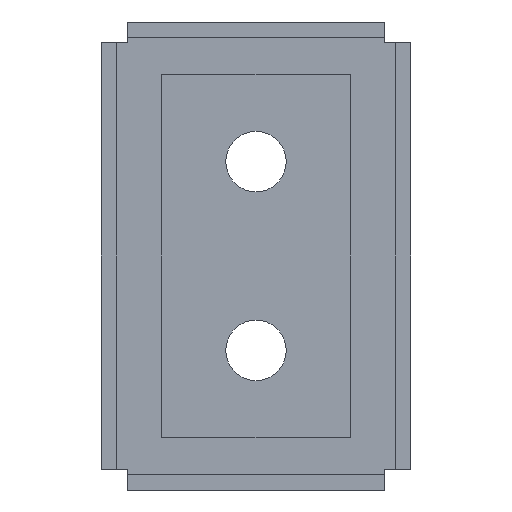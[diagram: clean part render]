
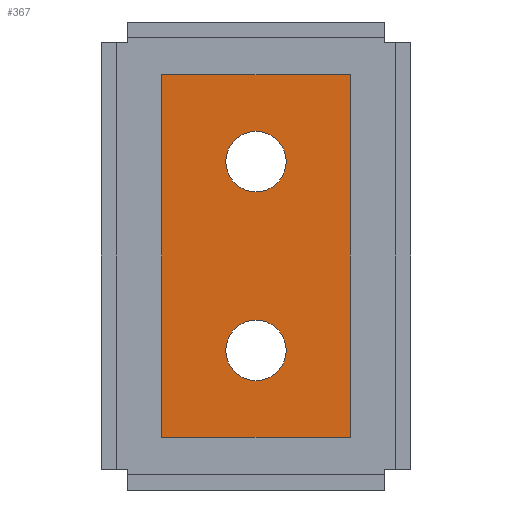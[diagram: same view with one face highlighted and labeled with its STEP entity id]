
A CAD part, front view. The second image highlights one B-rep face of the part: STEP entity #367.
In plain terms, the highlighted planar face has unit normal (0, -1, 0).
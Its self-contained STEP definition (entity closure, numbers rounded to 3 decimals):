
#13 = ORIENTED_EDGE ( 'NONE', *, *, #1468, .F. ) ;
#17 = CARTESIAN_POINT ( 'NONE',  ( 0., -5., -12.5 ) ) ;
#18 = FACE_BOUND ( 'NONE', #324, .T. ) ;
#43 = ORIENTED_EDGE ( 'NONE', *, *, #930, .F. ) ;
#49 = EDGE_CURVE ( 'NONE', #168, #1270, #864, .T. ) ;
#54 = DIRECTION ( 'NONE',  ( 1., 0., 0. ) ) ;
#93 = DIRECTION ( 'NONE',  ( -1., 0., 0. ) ) ;
#95 = CARTESIAN_POINT ( 'NONE',  ( 0., -5., 12.5 ) ) ;
#103 = ORIENTED_EDGE ( 'NONE', *, *, #49, .F. ) ;
#109 = VECTOR ( 'NONE', #682, 1000. ) ;
#168 = VERTEX_POINT ( 'NONE', #821 ) ;
#174 = VECTOR ( 'NONE', #306, 1000. ) ;
#200 = VERTEX_POINT ( 'NONE', #1352 ) ;
#202 = DIRECTION ( 'NONE',  ( 0., 0., -1. ) ) ;
#203 = CARTESIAN_POINT ( 'NONE',  ( 12.5, -5., -24. ) ) ;
#215 = VERTEX_POINT ( 'NONE', #1045 ) ;
#220 = CARTESIAN_POINT ( 'NONE',  ( 12.5, -5., 24. ) ) ;
#238 = DIRECTION ( 'NONE',  ( 0., -1., 0. ) ) ;
#242 = VECTOR ( 'NONE', #54, 1000. ) ;
#246 = FACE_BOUND ( 'NONE', #491, .T. ) ;
#249 = ORIENTED_EDGE ( 'NONE', *, *, #745, .T. ) ;
#252 = ORIENTED_EDGE ( 'NONE', *, *, #969, .F. ) ;
#297 = AXIS2_PLACEMENT_3D ( 'NONE', #95, #957, #809 ) ;
#306 = DIRECTION ( 'NONE',  ( 0., 0., -1. ) ) ;
#324 = EDGE_LOOP ( 'NONE', ( #103, #1413 ) ) ;
#353 = VERTEX_POINT ( 'NONE', #1133 ) ;
#354 = CARTESIAN_POINT ( 'NONE',  ( 12.5, -5., 24. ) ) ;
#355 = LINE ( 'NONE', #203, #242 ) ;
#367 = ADVANCED_FACE ( 'NONE', ( #18, #246, #1225 ), #948, .F. ) ;
#453 = CARTESIAN_POINT ( 'NONE',  ( -12.5, -5., 24. ) ) ;
#456 = EDGE_CURVE ( 'NONE', #1270, #168, #1090, .T. ) ;
#472 = EDGE_CURVE ( 'NONE', #215, #200, #355, .T. ) ;
#485 = CARTESIAN_POINT ( 'NONE',  ( -4., -5., -12.5 ) ) ;
#491 = EDGE_LOOP ( 'NONE', ( #252, #13 ) ) ;
#496 = DIRECTION ( 'NONE',  ( -1., 0., 0. ) ) ;
#512 = LINE ( 'NONE', #354, #1293 ) ;
#539 = CIRCLE ( 'NONE', #1245, 4. ) ;
#611 = LINE ( 'NONE', #453, #174 ) ;
#648 = DIRECTION ( 'NONE',  ( 0., -1., 0. ) ) ;
#654 = VERTEX_POINT ( 'NONE', #220 ) ;
#682 = DIRECTION ( 'NONE',  ( 1., 0., 0. ) ) ;
#694 = CARTESIAN_POINT ( 'NONE',  ( 0., -5., 12.5 ) ) ;
#725 = CARTESIAN_POINT ( 'NONE',  ( 4., -5., 12.5 ) ) ;
#730 = AXIS2_PLACEMENT_3D ( 'NONE', #17, #1343, #1186 ) ;
#745 = EDGE_CURVE ( 'NONE', #353, #215, #611, .T. ) ;
#754 = EDGE_LOOP ( 'NONE', ( #1312, #43, #1354, #249 ) ) ;
#792 = CARTESIAN_POINT ( 'NONE',  ( 0., -5., -12.5 ) ) ;
#809 = DIRECTION ( 'NONE',  ( -1., 0., 0. ) ) ;
#821 = CARTESIAN_POINT ( 'NONE',  ( -4., -5., 12.5 ) ) ;
#833 = CARTESIAN_POINT ( 'NONE',  ( 12.5, -5., 24. ) ) ;
#864 = CIRCLE ( 'NONE', #297, 4. ) ;
#868 = CIRCLE ( 'NONE', #730, 4. ) ;
#930 = EDGE_CURVE ( 'NONE', #654, #200, #512, .T. ) ;
#948 = PLANE ( 'NONE',  #1267 ) ;
#957 = DIRECTION ( 'NONE',  ( 0., -1., 0. ) ) ;
#969 = EDGE_CURVE ( 'NONE', #1040, #1385, #868, .T. ) ;
#982 = LINE ( 'NONE', #833, #109 ) ;
#997 = CARTESIAN_POINT ( 'NONE',  ( 4., -5., -12.5 ) ) ;
#1040 = VERTEX_POINT ( 'NONE', #485 ) ;
#1045 = CARTESIAN_POINT ( 'NONE',  ( -12.5, -5., -24. ) ) ;
#1061 = DIRECTION ( 'NONE',  ( -1., 0., 0. ) ) ;
#1090 = CIRCLE ( 'NONE', #1284, 4. ) ;
#1133 = CARTESIAN_POINT ( 'NONE',  ( -12.5, -5., 24. ) ) ;
#1186 = DIRECTION ( 'NONE',  ( -1., 0., 0. ) ) ;
#1201 = EDGE_CURVE ( 'NONE', #353, #654, #982, .T. ) ;
#1220 = DIRECTION ( 'NONE',  ( 0., 1., 0. ) ) ;
#1225 = FACE_OUTER_BOUND ( 'NONE', #754, .T. ) ;
#1245 = AXIS2_PLACEMENT_3D ( 'NONE', #792, #648, #496 ) ;
#1267 = AXIS2_PLACEMENT_3D ( 'NONE', #1368, #1220, #1061 ) ;
#1270 = VERTEX_POINT ( 'NONE', #725 ) ;
#1284 = AXIS2_PLACEMENT_3D ( 'NONE', #694, #238, #93 ) ;
#1293 = VECTOR ( 'NONE', #202, 1000. ) ;
#1312 = ORIENTED_EDGE ( 'NONE', *, *, #472, .T. ) ;
#1343 = DIRECTION ( 'NONE',  ( 0., -1., 0. ) ) ;
#1352 = CARTESIAN_POINT ( 'NONE',  ( 12.5, -5., -24. ) ) ;
#1354 = ORIENTED_EDGE ( 'NONE', *, *, #1201, .F. ) ;
#1368 = CARTESIAN_POINT ( 'NONE',  ( 12.5, -5., 24. ) ) ;
#1385 = VERTEX_POINT ( 'NONE', #997 ) ;
#1413 = ORIENTED_EDGE ( 'NONE', *, *, #456, .F. ) ;
#1468 = EDGE_CURVE ( 'NONE', #1385, #1040, #539, .T. ) ;
